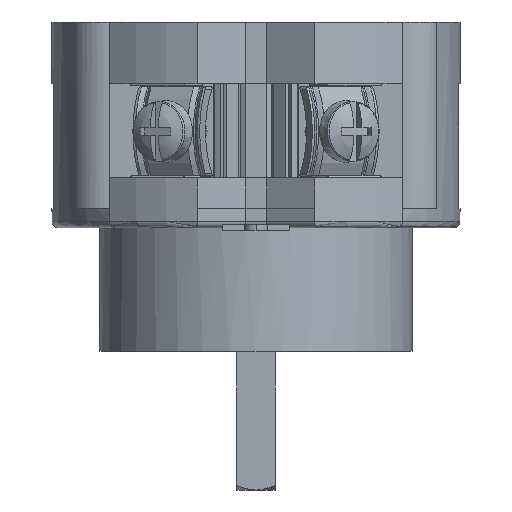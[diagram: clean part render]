
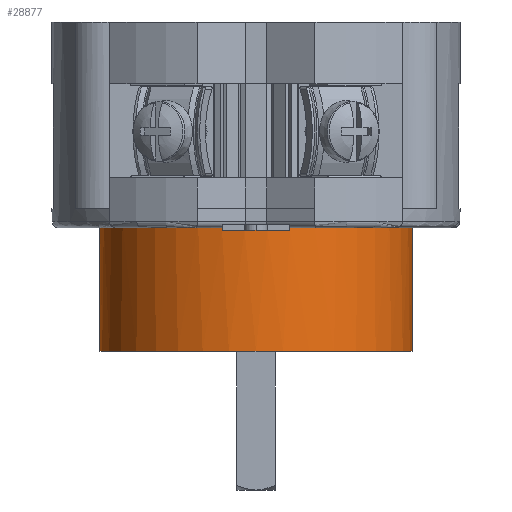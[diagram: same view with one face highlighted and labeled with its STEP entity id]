
A CAD part, front view. The second image highlights one B-rep face of the part: STEP entity #28877.
In plain terms, the highlighted cylindrical face has radius 20.25 mm (diameter 40.5 mm), a partial arc.
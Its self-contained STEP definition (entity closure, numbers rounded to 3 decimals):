
#6=CARTESIAN_POINT('',(0.,0.,0.));
#7=DIRECTION('',(0.,0.,1.));
#8=DIRECTION('',(-1.,0.,0.));
#9=AXIS2_PLACEMENT_3D('',#6,#7,#8);
#327=DIRECTION('',(0.,0.,1.));
#328=VECTOR('',#327,16.5);
#329=CARTESIAN_POINT('',(20.25,0.,0.));
#330=LINE('',#329,#328);
#10783=CARTESIAN_POINT('',(0.,0.,16.5));
#10784=DIRECTION('',(0.,0.,1.));
#10785=DIRECTION('',(-1.,0.,0.));
#10786=AXIS2_PLACEMENT_3D('',#10783,#10784,#10785);
#10837=CARTESIAN_POINT('',(0.,0.,16.5));
#10838=DIRECTION('',(0.,0.,1.));
#10839=DIRECTION('',(0.998,-0.063,0.));
#10840=AXIS2_PLACEMENT_3D('',#10837,#10838,#10839);
#11278=CARTESIAN_POINT('',(0.,0.,16.5));
#11279=DIRECTION('',(0.,0.,1.));
#11280=DIRECTION('',(-0.998,-0.063,0.));
#11281=AXIS2_PLACEMENT_3D('',#11278,#11279,#11280);
#11283=DIRECTION('',(0.,0.,1.));
#11284=VECTOR('',#11283,0.8);
#11285=CARTESIAN_POINT('',(-4.4,-19.766,15.7));
#11286=LINE('',#11285,#11284);
#11287=CARTESIAN_POINT('',(0.,0.,15.7));
#11288=DIRECTION('',(0.,0.,1.));
#11289=DIRECTION('',(-0.217,-0.976,0.));
#11290=AXIS2_PLACEMENT_3D('',#11287,#11288,#11289);
#11292=DIRECTION('',(0.,0.,1.));
#11293=VECTOR('',#11292,0.8);
#11294=CARTESIAN_POINT('',(4.4,-19.766,15.7));
#11295=LINE('',#11294,#11293);
#11296=CARTESIAN_POINT('',(0.,0.,16.5));
#11297=DIRECTION('',(0.,0.,1.));
#11298=DIRECTION('',(0.217,-0.976,0.));
#11299=AXIS2_PLACEMENT_3D('',#11296,#11297,#11298);
#11301=DIRECTION('',(0.,0.,1.));
#11302=VECTOR('',#11301,16.5);
#11303=CARTESIAN_POINT('',(-20.25,0.,0.));
#11304=LINE('',#11303,#11302);
#13556=CARTESIAN_POINT('',(20.25,0.,0.));
#13557=CARTESIAN_POINT('',(-20.25,0.,0.));
#13558=VERTEX_POINT('',#13556);
#13559=VERTEX_POINT('',#13557);
#13560=CARTESIAN_POINT('',(20.25,0.,16.5));
#13561=VERTEX_POINT('',#13560);
#13562=CARTESIAN_POINT('',(-20.25,0.,16.5));
#13563=VERTEX_POINT('',#13562);
#13568=CARTESIAN_POINT('',(-4.4,-19.766,15.7));
#13569=CARTESIAN_POINT('',(4.4,-19.766,15.7));
#13570=VERTEX_POINT('',#13568);
#13571=VERTEX_POINT('',#13569);
#14622=CARTESIAN_POINT('',(20.21,-1.275,16.5));
#14624=VERTEX_POINT('',#14622);
#14630=CARTESIAN_POINT('',(-20.21,-1.275,16.5));
#14632=VERTEX_POINT('',#14630);
#14634=CARTESIAN_POINT('',(-4.4,-19.766,16.5));
#14635=VERTEX_POINT('',#14634);
#14636=CARTESIAN_POINT('',(4.4,-19.766,16.5));
#14637=VERTEX_POINT('',#14636);
#28857=CARTESIAN_POINT('',(0.,0.,0.));
#28858=DIRECTION('',(0.,0.,1.));
#28859=DIRECTION('',(1.,0.,0.));
#28860=AXIS2_PLACEMENT_3D('',#28857,#28858,#28859);
#28861=CYLINDRICAL_SURFACE('',#28860,20.25);
#28862=ORIENTED_EDGE('',*,*,#16863,.T.);
#28864=ORIENTED_EDGE('',*,*,#28863,.F.);
#28866=ORIENTED_EDGE('',*,*,#28865,.T.);
#28868=ORIENTED_EDGE('',*,*,#28867,.T.);
#28869=ORIENTED_EDGE('',*,*,#16847,.T.);
#28870=ORIENTED_EDGE('',*,*,#28166,.T.);
#28871=ORIENTED_EDGE('',*,*,#16770,.F.);
#28872=ORIENTED_EDGE('',*,*,#16567,.F.);
#28873=ORIENTED_EDGE('',*,*,#16767,.T.);
#28874=ORIENTED_EDGE('',*,*,#28145,.T.);
#28875=EDGE_LOOP('',(#28862,#28864,#28866,#28868,#28869,#28870,#28871,#28872,
#28873,#28874));
#28876=FACE_OUTER_BOUND('',#28875,.F.);
#10=CIRCLE('',#9,20.25);
#10787=CIRCLE('',#10786,20.25);
#10841=CIRCLE('',#10840,20.25);
#11282=CIRCLE('',#11281,20.25);
#11291=CIRCLE('',#11290,20.25);
#11300=CIRCLE('',#11299,20.25);
#16567=EDGE_CURVE('',#13559,#13558,#10,.T.);
#16767=EDGE_CURVE('',#13559,#13563,#11304,.T.);
#16770=EDGE_CURVE('',#13558,#13561,#330,.T.);
#16847=EDGE_CURVE('',#14637,#14624,#11300,.T.);
#16863=EDGE_CURVE('',#14632,#14635,#11282,.T.);
#28145=EDGE_CURVE('',#13563,#14632,#10787,.T.);
#28166=EDGE_CURVE('',#14624,#13561,#10841,.T.);
#28863=EDGE_CURVE('',#13570,#14635,#11286,.T.);
#28865=EDGE_CURVE('',#13570,#13571,#11291,.T.);
#28867=EDGE_CURVE('',#13571,#14637,#11295,.T.);
#28877=ADVANCED_FACE('',(#28876),#28861,.T.);
